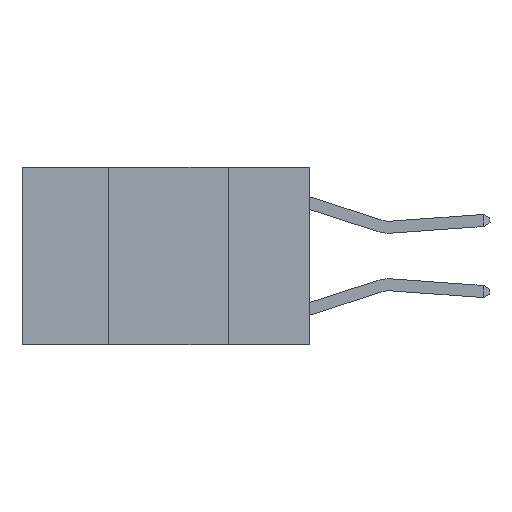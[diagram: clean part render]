
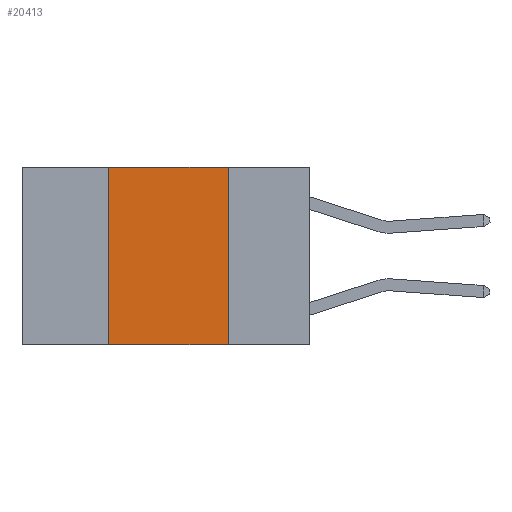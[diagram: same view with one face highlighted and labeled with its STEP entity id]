
A CAD part, left-side view. The second image highlights one B-rep face of the part: STEP entity #20413.
In plain terms, the highlighted planar face has unit normal (-1, 0, 0).
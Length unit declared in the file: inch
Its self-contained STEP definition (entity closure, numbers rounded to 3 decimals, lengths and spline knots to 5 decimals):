
#215 = DIRECTION ( 'NONE',  ( 0., 0., 1. ) ) ;
#1256 = ORIENTED_EDGE ( 'NONE', *, *, #15606, .F. ) ;
#3410 = CARTESIAN_POINT ( 'NONE',  ( 0., 0.17, 0. ) ) ;
#4196 = CARTESIAN_POINT ( 'NONE',  ( 0., 0.6, 0. ) ) ;
#4687 = VECTOR ( 'NONE', #25622, 39.37008 ) ;
#5404 = EDGE_CURVE ( 'NONE', #22145, #15111, #16489, .T. ) ;
#5498 = LINE ( 'NONE', #6374, #28369 ) ;
#6374 = CARTESIAN_POINT ( 'NONE',  ( 0., 0.6, -0.37 ) ) ;
#6698 = DIRECTION ( 'NONE',  ( 0., -1., 0. ) ) ;
#8680 = DIRECTION ( 'NONE',  ( 1., 0., 0. ) ) ;
#9240 = AXIS2_PLACEMENT_3D ( 'NONE', #4196, #8680, #24191 ) ;
#10506 = VERTEX_POINT ( 'NONE', #14367 ) ;
#11730 = LINE ( 'NONE', #20247, #27982 ) ;
#14236 = ORIENTED_EDGE ( 'NONE', *, *, #5404, .F. ) ;
#14367 = CARTESIAN_POINT ( 'NONE',  ( 0., 0.42, -0.37 ) ) ;
#15111 = VERTEX_POINT ( 'NONE', #20717 ) ;
#15606 = EDGE_CURVE ( 'NONE', #26916, #22145, #21545, .T. ) ;
#16178 = EDGE_CURVE ( 'NONE', #10506, #15111, #5498, .T. ) ;
#16489 = LINE ( 'NONE', #3410, #4687 ) ;
#18601 = ORIENTED_EDGE ( 'NONE', *, *, #28229, .F. ) ;
#19790 = ORIENTED_EDGE ( 'NONE', *, *, #16178, .T. ) ;
#20008 = CARTESIAN_POINT ( 'NONE',  ( 0., 0.6, 0. ) ) ;
#20247 = CARTESIAN_POINT ( 'NONE',  ( 0., 0.42, 0. ) ) ;
#20413 = ADVANCED_FACE ( 'NONE', ( #25020 ), #21983, .F. ) ;
#20717 = CARTESIAN_POINT ( 'NONE',  ( 0., 0.17, -0.37 ) ) ;
#20837 = VECTOR ( 'NONE', #6698, 39.37008 ) ;
#21545 = LINE ( 'NONE', #20008, #20837 ) ;
#21941 = DIRECTION ( 'NONE',  ( 0., -1., 0. ) ) ;
#21983 = PLANE ( 'NONE',  #9240 ) ;
#22145 = VERTEX_POINT ( 'NONE', #25170 ) ;
#24191 = DIRECTION ( 'NONE',  ( 0., 0., -1. ) ) ;
#25020 = FACE_OUTER_BOUND ( 'NONE', #28090, .T. ) ;
#25170 = CARTESIAN_POINT ( 'NONE',  ( 0., 0.17, 0. ) ) ;
#25622 = DIRECTION ( 'NONE',  ( 0., 0., -1. ) ) ;
#26489 = CARTESIAN_POINT ( 'NONE',  ( 0., 0.42, 0. ) ) ;
#26916 = VERTEX_POINT ( 'NONE', #26489 ) ;
#27982 = VECTOR ( 'NONE', #215, 39.37008 ) ;
#28090 = EDGE_LOOP ( 'NONE', ( #14236, #1256, #18601, #19790 ) ) ;
#28229 = EDGE_CURVE ( 'NONE', #10506, #26916, #11730, .T. ) ;
#28369 = VECTOR ( 'NONE', #21941, 39.37008 ) ;
